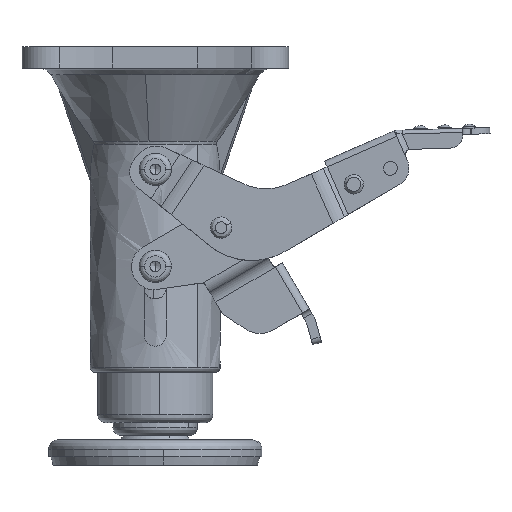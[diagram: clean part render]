
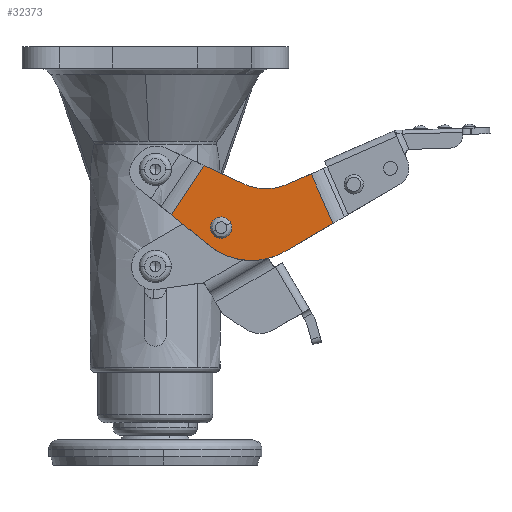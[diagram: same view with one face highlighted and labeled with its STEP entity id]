
A CAD part, front view. The second image highlights one B-rep face of the part: STEP entity #32373.
In plain terms, the highlighted free-form (B-spline) face has degree [1, 1] with [2, 2] control points.
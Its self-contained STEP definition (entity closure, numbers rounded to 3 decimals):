
#28787=CARTESIAN_POINT('',(27.328,-30.8,-69.342));
#28788=VERTEX_POINT('',#28787);
#28794=CARTESIAN_POINT('',(24.717,-30.8,-64.864));
#28795=VERTEX_POINT('',#28794);
#28796=CARTESIAN_POINT('',(27.328,-30.8,-69.342));
#28797=CARTESIAN_POINT('',(27.717,-30.8,-68.654));
#28798=CARTESIAN_POINT('',(27.717,-30.8,-67.864));
#28799=CARTESIAN_POINT('',(27.717,-30.8,-64.864));
#28800=CARTESIAN_POINT('',(24.717,-30.8,-64.864));
#28808=(BOUNDED_CURVE()B_SPLINE_CURVE(2,(#28796,#28797,#28798,#28799,#28800),.UNSPECIFIED.,.F.,.U.)B_SPLINE_CURVE_WITH_KNOTS((3,2,3),(0.166,0.25,0.5),.UNSPECIFIED.)CURVE()GEOMETRIC_REPRESENTATION_ITEM()RATIONAL_B_SPLINE_CURVE((0.869,0.902,1.0,0.707,1.0))REPRESENTATION_ITEM(''));
#28809=EDGE_CURVE('',#28788,#28795,#28808,.T.);
#28811=CARTESIAN_POINT('',(22.106,-30.8,-66.387));
#28812=VERTEX_POINT('',#28811);
#28813=CARTESIAN_POINT('',(24.717,-30.8,-64.864));
#28814=CARTESIAN_POINT('',(22.968,-30.8,-64.864));
#28815=CARTESIAN_POINT('',(22.106,-30.8,-66.387));
#28823=(BOUNDED_CURVE()B_SPLINE_CURVE(2,(#28813,#28814,#28815),.UNSPECIFIED.,.F.,.U.)B_SPLINE_CURVE_WITH_KNOTS((3,3),(0.5,0.666),.UNSPECIFIED.)CURVE()GEOMETRIC_REPRESENTATION_ITEM()RATIONAL_B_SPLINE_CURVE((1.0,0.805,0.869))REPRESENTATION_ITEM(''));
#28824=EDGE_CURVE('',#28795,#28812,#28823,.T.);
#28858=CARTESIAN_POINT('',(24.717,-30.8,-70.864));
#28859=VERTEX_POINT('',#28858);
#28860=CARTESIAN_POINT('',(22.106,-30.8,-66.387));
#28861=CARTESIAN_POINT('',(21.717,-30.8,-67.075));
#28862=CARTESIAN_POINT('',(21.717,-30.8,-67.864));
#28863=CARTESIAN_POINT('',(21.717,-30.8,-70.864));
#28864=CARTESIAN_POINT('',(24.717,-30.8,-70.864));
#28872=(BOUNDED_CURVE()B_SPLINE_CURVE(2,(#28860,#28861,#28862,#28863,#28864),.UNSPECIFIED.,.F.,.U.)B_SPLINE_CURVE_WITH_KNOTS((3,2,3),(0.666,0.75,1.0),.UNSPECIFIED.)CURVE()GEOMETRIC_REPRESENTATION_ITEM()RATIONAL_B_SPLINE_CURVE((0.869,0.902,1.0,0.707,1.0))REPRESENTATION_ITEM(''));
#28873=EDGE_CURVE('',#28812,#28859,#28872,.T.);
#28875=CARTESIAN_POINT('',(24.717,-30.8,-70.864));
#28876=CARTESIAN_POINT('',(26.467,-30.8,-70.864));
#28877=CARTESIAN_POINT('',(27.328,-30.8,-69.342));
#28885=(BOUNDED_CURVE()B_SPLINE_CURVE(2,(#28875,#28876,#28877),.UNSPECIFIED.,.F.,.U.)B_SPLINE_CURVE_WITH_KNOTS((3,3),(0.0,0.166),.UNSPECIFIED.)CURVE()GEOMETRIC_REPRESENTATION_ITEM()RATIONAL_B_SPLINE_CURVE((1.0,0.805,0.869))REPRESENTATION_ITEM(''));
#28886=EDGE_CURVE('',#28859,#28788,#28885,.T.);
#29710=CARTESIAN_POINT('',(18.326,-30.8,-44.592));
#29711=VERTEX_POINT('',#29710);
#29732=CARTESIAN_POINT('',(6.107,-30.8,-63.102));
#29733=VERTEX_POINT('',#29732);
#29747=CARTESIAN_POINT('',(18.326,-30.8,-44.592));
#29748=CARTESIAN_POINT('',(6.107,-30.8,-63.102));
#29749=QUASI_UNIFORM_CURVE('',1,(#29747,#29748),.UNSPECIFIED.,.F.,.U.);
#29750=EDGE_CURVE('',#29711,#29733,#29749,.T.);
#31900=CARTESIAN_POINT('',(49.575,-30.8,-51.585));
#31901=VERTEX_POINT('',#31900);
#31907=CARTESIAN_POINT('',(58.472,-30.8,-47.688));
#31908=VERTEX_POINT('',#31907);
#31909=CARTESIAN_POINT('',(49.575,-30.8,-51.585));
#31910=CARTESIAN_POINT('',(58.472,-30.8,-47.688));
#31911=QUASI_UNIFORM_CURVE('',1,(#31909,#31910),.UNSPECIFIED.,.F.,.U.);
#31912=EDGE_CURVE('',#31901,#31908,#31911,.T.);
#31945=CARTESIAN_POINT('',(48.673,-30.8,-76.783));
#31946=VERTEX_POINT('',#31945);
#31952=CARTESIAN_POINT('',(20.322,-30.8,-74.621));
#31953=VERTEX_POINT('',#31952);
#31954=CARTESIAN_POINT('',(20.322,-30.8,-74.621));
#31955=CARTESIAN_POINT('',(33.75,-30.8,-85.503));
#31956=CARTESIAN_POINT('',(48.673,-30.8,-76.783));
#31964=(BOUNDED_CURVE()B_SPLINE_CURVE(2,(#31954,#31955,#31956),.UNSPECIFIED.,.F.,.U.)CURVE()GEOMETRIC_REPRESENTATION_ITEM()QUASI_UNIFORM_CURVE()RATIONAL_B_SPLINE_CURVE((1.0,0.823,1.0))REPRESENTATION_ITEM(''));
#31965=EDGE_CURVE('',#31953,#31946,#31964,.T.);
#31991=CARTESIAN_POINT('',(33.189,-30.8,-51.433));
#31992=VERTEX_POINT('',#31991);
#31998=CARTESIAN_POINT('',(33.189,-30.8,-51.433));
#31999=CARTESIAN_POINT('',(41.348,-30.8,-55.188));
#32000=CARTESIAN_POINT('',(49.575,-30.8,-51.585));
#32008=(BOUNDED_CURVE()B_SPLINE_CURVE(2,(#31998,#31999,#32000),.UNSPECIFIED.,.F.,.U.)CURVE()GEOMETRIC_REPRESENTATION_ITEM()QUASI_UNIFORM_CURVE()RATIONAL_B_SPLINE_CURVE((1.0,0.912,1.0))REPRESENTATION_ITEM(''));
#32009=EDGE_CURVE('',#31992,#31901,#32008,.T.);
#32151=CARTESIAN_POINT('',(20.322,-30.8,-74.621));
#32152=CARTESIAN_POINT('',(6.107,-30.8,-63.102));
#32153=QUASI_UNIFORM_CURVE('',1,(#32151,#32152),.UNSPECIFIED.,.F.,.U.);
#32154=EDGE_CURVE('',#31953,#29733,#32153,.T.);
#32199=CARTESIAN_POINT('',(66.622,-30.8,-66.296));
#32200=VERTEX_POINT('',#32199);
#32214=CARTESIAN_POINT('',(66.622,-30.8,-66.296));
#32215=CARTESIAN_POINT('',(48.673,-30.8,-76.783));
#32216=QUASI_UNIFORM_CURVE('',1,(#32214,#32215),.UNSPECIFIED.,.F.,.U.);
#32217=EDGE_CURVE('',#32200,#31946,#32216,.T.);
#32337=CARTESIAN_POINT('',(18.326,-30.8,-44.592));
#32338=CARTESIAN_POINT('',(33.189,-30.8,-51.433));
#32339=QUASI_UNIFORM_CURVE('',1,(#32337,#32338),.UNSPECIFIED.,.F.,.U.);
#32340=EDGE_CURVE('',#29711,#31992,#32339,.T.);
#32348=CARTESIAN_POINT('',(3.084,-30.8,-81.976));
#32349=CARTESIAN_POINT('',(69.644,-30.8,-81.976));
#32350=CARTESIAN_POINT('',(3.084,-30.8,-42.813));
#32351=CARTESIAN_POINT('',(69.644,-30.8,-42.813));
#32352=B_SPLINE_SURFACE_WITH_KNOTS('',1,1,((#32348,#32350),(#32349,#32351)),.UNSPECIFIED.,.F.,.F.,.U.,(2,2),(2,2),(0.0,66.56),(0.0,39.163),.UNSPECIFIED.);
#32353=ORIENTED_EDGE('',*,*,#32340,.F.);
#32354=ORIENTED_EDGE('',*,*,#29750,.T.);
#32355=ORIENTED_EDGE('',*,*,#32154,.F.);
#32356=ORIENTED_EDGE('',*,*,#31965,.T.);
#32357=ORIENTED_EDGE('',*,*,#32217,.F.);
#32358=CARTESIAN_POINT('',(66.622,-30.8,-66.296));
#32359=CARTESIAN_POINT('',(58.472,-30.8,-47.688));
#32360=QUASI_UNIFORM_CURVE('',1,(#32358,#32359),.UNSPECIFIED.,.F.,.U.);
#32361=EDGE_CURVE('',#32200,#31908,#32360,.T.);
#32362=ORIENTED_EDGE('',*,*,#32361,.T.);
#32363=ORIENTED_EDGE('',*,*,#31912,.F.);
#32364=ORIENTED_EDGE('',*,*,#32009,.F.);
#32365=EDGE_LOOP('',(#32353,#32354,#32355,#32356,#32357,#32362,#32363,#32364));
#32366=FACE_OUTER_BOUND('',#32365,.T.);
#32367=ORIENTED_EDGE('',*,*,#28824,.F.);
#32368=ORIENTED_EDGE('',*,*,#28809,.F.);
#32369=ORIENTED_EDGE('',*,*,#28886,.F.);
#32370=ORIENTED_EDGE('',*,*,#28873,.F.);
#32371=EDGE_LOOP('',(#32367,#32368,#32369,#32370));
#32372=FACE_BOUND('',#32371,.T.);
#32373=ADVANCED_FACE('',(#32366,#32372),#32352,.T.);
